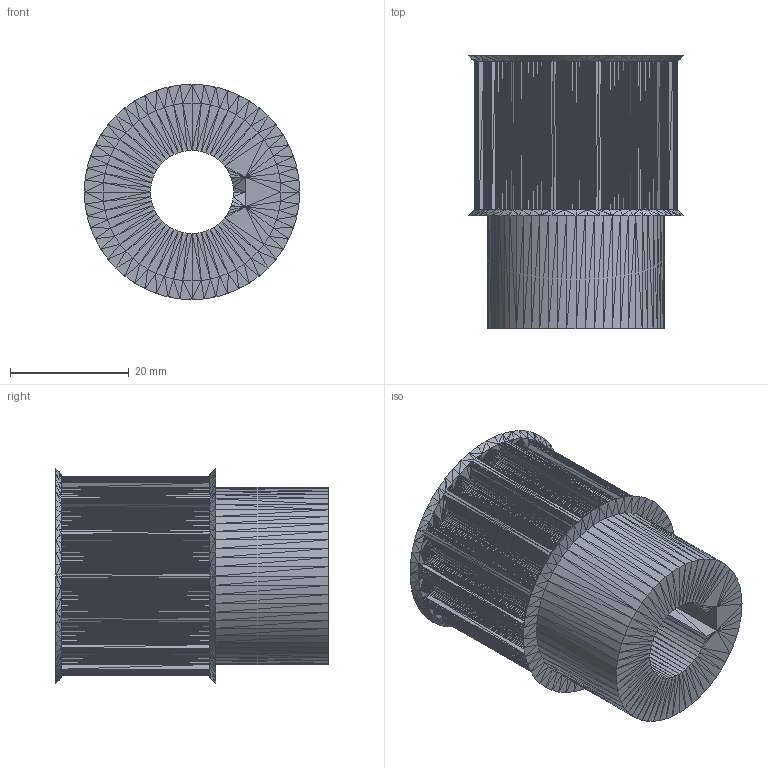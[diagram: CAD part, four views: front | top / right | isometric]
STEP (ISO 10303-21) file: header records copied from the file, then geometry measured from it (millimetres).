
FILE_DESCRIPTION(/* description */ (''),/* implementation_level */ '2;1');
FILE_NAME(/* name */ 'Poulie v2.step',/* time_stamp */ '2019-09-06T14:12:21+02:00',/* author */ (''),/* organization */ (''),/* preprocessor_version */ 'ST-DEVELOPER v18',/* originating_system */ 'Autodesk Translation Framework v8.6.0.1094',/* authorisation */ '');
FILE_SCHEMA (('AUTOMOTIVE_DESIGN { 1 0 10303 214 3 1 1 }'));
Products named in the file (1): Poulie Dessin
Bounding box: 36.28 x 46 x 36.28 mm (x, y, z)
Volume: 25100.5 mm3; surface area: 10574.7 mm2
Topology: 1 solids, 1 shells, 3878 faces, 5831 edges, 1949 vertices
Faces by surface type: plane 3878
Entity records: 75780 total; most frequent: DIRECTION 13589, ORIENTED_EDGE 11662, CARTESIAN_POINT 11659, LINE 5831, VECTOR 5831, EDGE_CURVE 5831, AXIS2_PLACEMENT_3D 3879, FACE_OUTER_BOUND 3878
